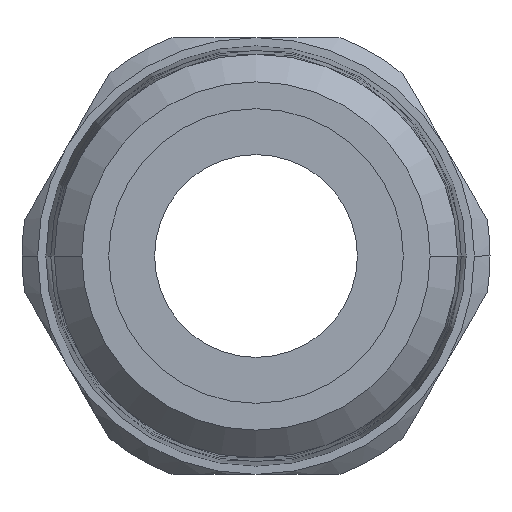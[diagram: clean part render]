
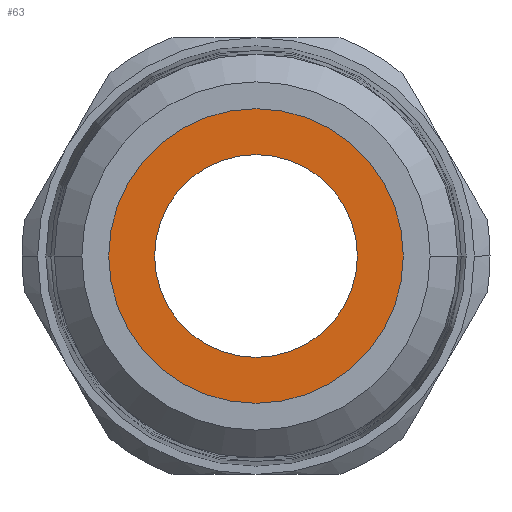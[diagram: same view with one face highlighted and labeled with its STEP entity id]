
A CAD part, front view. The second image highlights one B-rep face of the part: STEP entity #63.
In plain terms, the highlighted planar face has unit normal (0, -1, 0).
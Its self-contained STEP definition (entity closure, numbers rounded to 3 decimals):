
#63=ADVANCED_FACE('',(#134,#135),#136,.T.);
#134=FACE_BOUND('',#246,.T.);
#135=FACE_OUTER_BOUND('',#247,.T.);
#136=PLANE('',#248);
#246=EDGE_LOOP('',(#442,#443));
#247=EDGE_LOOP('',(#444,#445));
#248=AXIS2_PLACEMENT_3D('',#446,#447,#448);
#442=ORIENTED_EDGE('',*,*,#758,.T.);
#443=ORIENTED_EDGE('',*,*,#757,.T.);
#444=ORIENTED_EDGE('',*,*,#764,.F.);
#445=ORIENTED_EDGE('',*,*,#743,.F.);
#446=CARTESIAN_POINT('',(0.0,0.0,0.0));
#447=DIRECTION('',(0.0,-1.0,0.0));
#448=DIRECTION('',(-1.0,0.0,0.0));
#743=EDGE_CURVE('',#884,#887,#888,.T.);
#757=EDGE_CURVE('',#909,#913,#915,.T.);
#758=EDGE_CURVE('',#913,#909,#916,.T.);
#764=EDGE_CURVE('',#887,#884,#922,.T.);
#884=VERTEX_POINT('',#1130);
#887=VERTEX_POINT('',#1134);
#888=CIRCLE('',#1135,4.723);
#909=VERTEX_POINT('',#1161);
#913=VERTEX_POINT('',#1166);
#915=CIRCLE('',#1169,3.25);
#916=CIRCLE('',#1170,3.25);
#922=CIRCLE('',#1176,4.723);
#1130=CARTESIAN_POINT('',(4.723,0.0,0.));
#1134=CARTESIAN_POINT('',(-4.723,0.0,0.));
#1135=AXIS2_PLACEMENT_3D('',#1553,#1554,#1555);
#1161=CARTESIAN_POINT('',(3.25,0.0,0.));
#1166=CARTESIAN_POINT('',(-3.25,0.0,0.));
#1169=AXIS2_PLACEMENT_3D('',#1581,#1582,#1583);
#1170=AXIS2_PLACEMENT_3D('',#1584,#1585,#1586);
#1176=AXIS2_PLACEMENT_3D('',#1602,#1603,#1604);
#1553=CARTESIAN_POINT('',(0.0,0.0,0.0));
#1554=DIRECTION('',(-0.0,1.0,0.0));
#1555=DIRECTION('',(1.0,0.0,0.0));
#1581=CARTESIAN_POINT('',(0.0,0.0,0.0));
#1582=DIRECTION('',(-0.0,1.0,0.0));
#1583=DIRECTION('',(1.0,0.0,0.0));
#1584=CARTESIAN_POINT('',(0.0,0.0,0.0));
#1585=DIRECTION('',(-0.0,1.0,0.0));
#1586=DIRECTION('',(1.0,0.0,0.0));
#1602=CARTESIAN_POINT('',(0.0,0.0,0.0));
#1603=DIRECTION('',(-0.0,1.0,0.0));
#1604=DIRECTION('',(1.0,0.0,0.0));
